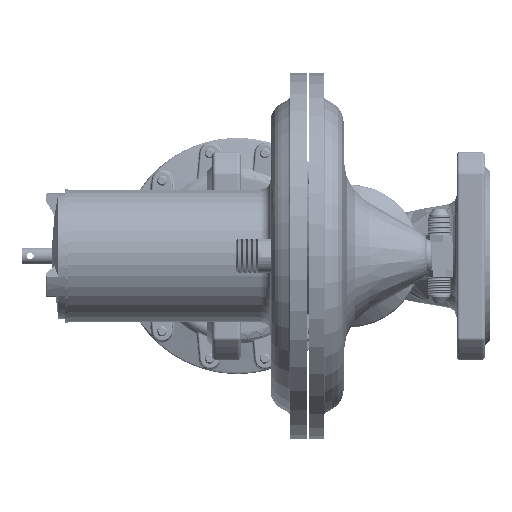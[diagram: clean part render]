
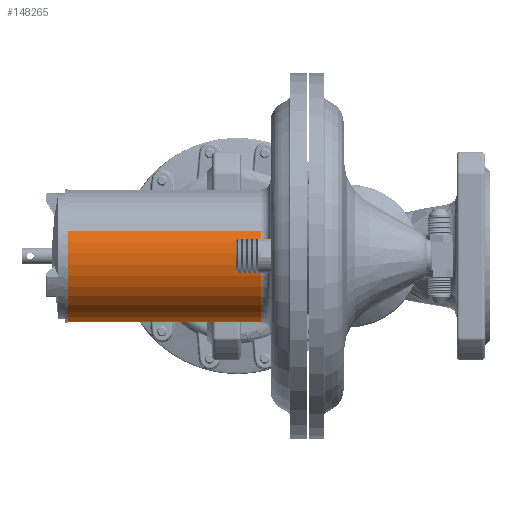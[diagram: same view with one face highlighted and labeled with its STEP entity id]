
A CAD part, left-side view. The second image highlights one B-rep face of the part: STEP entity #148265.
In plain terms, the highlighted cylindrical face has radius 40 mm (diameter 80 mm), a partial arc.
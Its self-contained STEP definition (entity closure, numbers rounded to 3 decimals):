
#3263 = CIRCLE ( 'NONE', #134882, 40. ) ;
#5389 = CARTESIAN_POINT ( 'NONE',  ( -165.045, 251., -15.307 ) ) ;
#9929 = DIRECTION ( 'NONE',  ( 0.924, 0., -0.383 ) ) ;
#12868 = DIRECTION ( 'NONE',  ( -0.924, 0., 0.383 ) ) ;
#20976 = ORIENTED_EDGE ( 'NONE', *, *, #110504, .T. ) ;
#39624 = CARTESIAN_POINT ( 'NONE',  ( -238.955, 135., 15.307 ) ) ;
#43793 = ORIENTED_EDGE ( 'NONE', *, *, #162685, .T. ) ;
#45627 = VERTEX_POINT ( 'NONE', #39624 ) ;
#45837 = VECTOR ( 'NONE', #175503, 1000. ) ;
#47573 = LINE ( 'NONE', #155505, #198283 ) ;
#48517 = AXIS2_PLACEMENT_3D ( 'NONE', #245514, #127698, #9929 ) ;
#61301 = CYLINDRICAL_SURFACE ( 'NONE', #132703, 40. ) ;
#70506 = VERTEX_POINT ( 'NONE', #224244 ) ;
#77226 = DIRECTION ( 'NONE',  ( 0., -1., 0. ) ) ;
#110504 = EDGE_CURVE ( 'NONE', #145007, #45627, #203050, .T. ) ;
#119741 = FACE_OUTER_BOUND ( 'NONE', #120176, .T. ) ;
#120176 = EDGE_LOOP ( 'NONE', ( #123043, #43793, #210686, #20976 ) ) ;
#123043 = ORIENTED_EDGE ( 'NONE', *, *, #143639, .F. ) ;
#124241 = CARTESIAN_POINT ( 'NONE',  ( -165.045, 135., -15.307 ) ) ;
#127698 = DIRECTION ( 'NONE',  ( 0., 1., 0. ) ) ;
#130656 = DIRECTION ( 'NONE',  ( 0., -1., 0. ) ) ;
#132703 = AXIS2_PLACEMENT_3D ( 'NONE', #140740, #238765, #160506 ) ;
#134882 = AXIS2_PLACEMENT_3D ( 'NONE', #248423, #130656, #12868 ) ;
#140740 = CARTESIAN_POINT ( 'NONE',  ( -202., 15.863, 0. ) ) ;
#143639 = EDGE_CURVE ( 'NONE', #70506, #45627, #196573, .T. ) ;
#145007 = VERTEX_POINT ( 'NONE', #124241 ) ;
#148265 = ADVANCED_FACE ( 'NONE', ( #119741 ), #61301, .T. ) ;
#151183 = VERTEX_POINT ( 'NONE', #5389 ) ;
#155505 = CARTESIAN_POINT ( 'NONE',  ( -165.045, 15.863, -15.307 ) ) ;
#160506 = DIRECTION ( 'NONE',  ( 0.924, 0., -0.383 ) ) ;
#162685 = EDGE_CURVE ( 'NONE', #70506, #151183, #3263, .T. ) ;
#175503 = DIRECTION ( 'NONE',  ( 0., -1., 0. ) ) ;
#195816 = EDGE_CURVE ( 'NONE', #151183, #145007, #47573, .T. ) ;
#196573 = LINE ( 'NONE', #200410, #45837 ) ;
#198283 = VECTOR ( 'NONE', #77226, 1000. ) ;
#200410 = CARTESIAN_POINT ( 'NONE',  ( -238.955, 15.863, 15.307 ) ) ;
#203050 = CIRCLE ( 'NONE', #48517, 40. ) ;
#210686 = ORIENTED_EDGE ( 'NONE', *, *, #195816, .T. ) ;
#224244 = CARTESIAN_POINT ( 'NONE',  ( -238.955, 251., 15.307 ) ) ;
#238765 = DIRECTION ( 'NONE',  ( 0., -1., 0. ) ) ;
#245514 = CARTESIAN_POINT ( 'NONE',  ( -202., 135., 0. ) ) ;
#248423 = CARTESIAN_POINT ( 'NONE',  ( -202., 251., 0. ) ) ;
